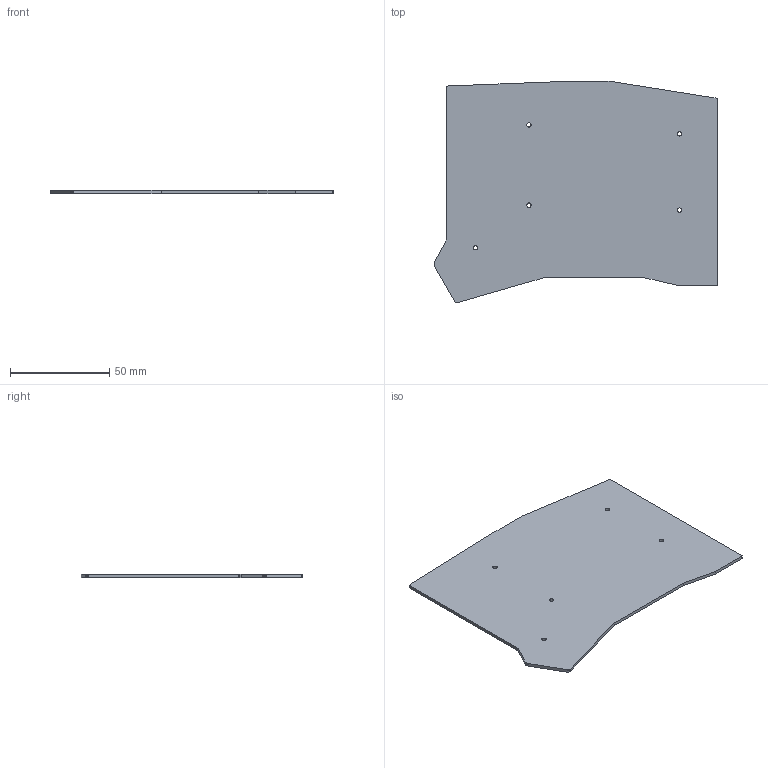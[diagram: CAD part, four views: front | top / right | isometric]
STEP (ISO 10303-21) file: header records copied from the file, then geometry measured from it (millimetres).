
FILE_DESCRIPTION(('KiCad electronic assembly'),'2;1');
FILE_NAME('SofleKeyboardBottomPlate.STEP','2022-01-29T17:51:18',( 'Pcbnew'),('Kicad'),'Open CASCADE STEP processor 7.6', 'KiCad to STEP converter','Unknown');
FILE_SCHEMA(('AUTOMOTIVE_DESIGN { 1 0 10303 214 1 1 1 1 }'));
Length unit declared in the file: millimetre
Products named in the file (2): SofleKeyboardBottomPlate 1; SofleKeyboardBottomPlate PCB
Assembly tree (1 placements, depth 2):
  SofleKeyboardBottomPlate 1
    SofleKeyboardBottomPlate PCB
Bounding box: 143.34 x 111.75 x 1.6 mm (x, y, z)
Volume: 22061.8 mm3; surface area: 28400.4 mm2
Topology: 1 solids, 1 shells, 44 faces, 126 edges, 84 vertices
Faces by surface type: plane 38, cylinder 6
Full cylindrical faces by diameter (mm): 2.2 x5
Entity records: 3163 total; most frequent: CARTESIAN_POINT 580, DIRECTION 470, LINE 354, VECTOR 354, ORIENTED_EDGE 252, PCURVE 252, DEFINITIONAL_REPRESENTATION 252, EDGE_CURVE 126
